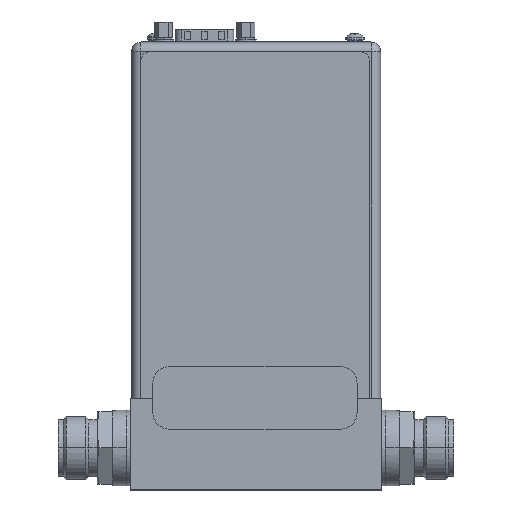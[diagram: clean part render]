
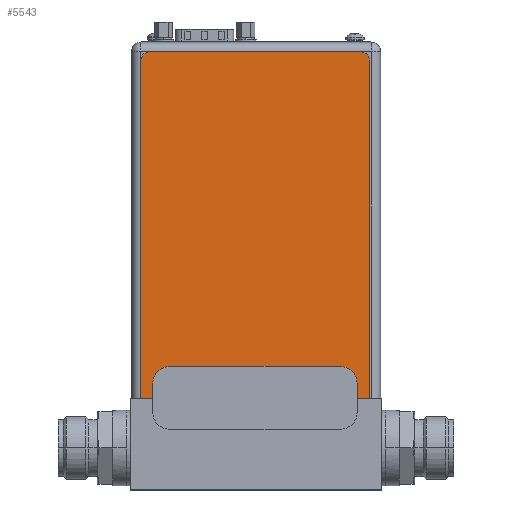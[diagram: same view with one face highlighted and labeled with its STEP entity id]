
A CAD part, top view. The second image highlights one B-rep face of the part: STEP entity #5543.
In plain terms, the highlighted planar face has unit normal (0, 0, 1).
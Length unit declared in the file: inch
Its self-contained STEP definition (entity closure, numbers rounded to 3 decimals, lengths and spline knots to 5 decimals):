
#5376=CARTESIAN_POINT('',(2.63,4.04,0.004));
#5377=DIRECTION('',(0.,0.,1.));
#5378=DIRECTION('',(1.,0.,0.));
#5379=AXIS2_PLACEMENT_3D('',#5376,#5377,#5378);
#5381=DIRECTION('',(0.,1.,0.));
#5382=VECTOR('',#5381,4.04);
#5383=CARTESIAN_POINT('',(2.73,0.,0.004));
#5384=LINE('',#5383,#5382);
#5385=DIRECTION('',(1.,0.,0.));
#5386=VECTOR('',#5385,2.73);
#5387=CARTESIAN_POINT('',(0.,0.,0.004));
#5388=LINE('',#5387,#5386);
#5389=DIRECTION('',(0.,-1.,0.));
#5390=VECTOR('',#5389,4.04);
#5391=CARTESIAN_POINT('',(0.,4.04,0.004));
#5392=LINE('',#5391,#5390);
#5393=CARTESIAN_POINT('',(0.1,4.04,0.004));
#5394=DIRECTION('',(0.,0.,1.));
#5395=DIRECTION('',(0.,1.,0.));
#5396=AXIS2_PLACEMENT_3D('',#5393,#5394,#5395);
#5398=DIRECTION('',(-1.,0.,0.));
#5399=VECTOR('',#5398,2.53);
#5400=CARTESIAN_POINT('',(2.63,4.14,0.004));
#5401=LINE('',#5400,#5399);
#5406=CARTESIAN_POINT('',(0.,0.,0.004));
#5407=CARTESIAN_POINT('',(2.73,0.,0.004));
#5408=VERTEX_POINT('',#5406);
#5409=VERTEX_POINT('',#5407);
#5414=CARTESIAN_POINT('',(2.73,4.04,0.004));
#5415=VERTEX_POINT('',#5414);
#5416=CARTESIAN_POINT('',(2.63,4.14,0.004));
#5417=VERTEX_POINT('',#5416);
#5422=CARTESIAN_POINT('',(0.1,4.14,0.004));
#5423=VERTEX_POINT('',#5422);
#5424=CARTESIAN_POINT('',(0.,4.04,0.004));
#5425=VERTEX_POINT('',#5424);
#5530=CARTESIAN_POINT('',(0.,0.,0.004));
#5531=DIRECTION('',(0.,0.,1.));
#5532=DIRECTION('',(1.,0.,0.));
#5533=AXIS2_PLACEMENT_3D('',#5530,#5531,#5532);
#5534=PLANE('',#5533);
#5535=ORIENTED_EDGE('',*,*,#5454,.F.);
#5536=ORIENTED_EDGE('',*,*,#5470,.F.);
#5537=ORIENTED_EDGE('',*,*,#5483,.F.);
#5538=ORIENTED_EDGE('',*,*,#5496,.F.);
#5539=ORIENTED_EDGE('',*,*,#5511,.F.);
#5540=ORIENTED_EDGE('',*,*,#5523,.F.);
#5541=EDGE_LOOP('',(#5535,#5536,#5537,#5538,#5539,#5540));
#5542=FACE_OUTER_BOUND('',#5541,.F.);
#5543=ADVANCED_FACE('',(#5542),#5534,.T.);
#5380=CIRCLE('',#5379,0.1);
#5397=CIRCLE('',#5396,0.1);
#5454=EDGE_CURVE('',#5415,#5417,#5380,.T.);
#5470=EDGE_CURVE('',#5409,#5415,#5384,.T.);
#5483=EDGE_CURVE('',#5408,#5409,#5388,.T.);
#5496=EDGE_CURVE('',#5425,#5408,#5392,.T.);
#5511=EDGE_CURVE('',#5423,#5425,#5397,.T.);
#5523=EDGE_CURVE('',#5417,#5423,#5401,.T.);
